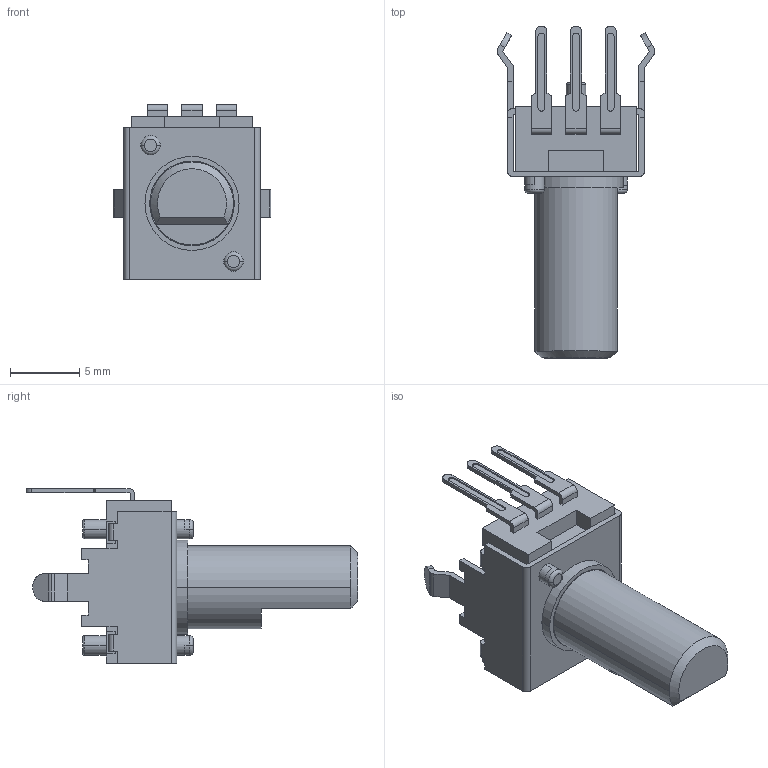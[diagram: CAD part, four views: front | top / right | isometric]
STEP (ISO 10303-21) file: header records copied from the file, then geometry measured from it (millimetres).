
FILE_DESCRIPTION (( 'STEP AP214' ), '1' );
FILE_NAME ('ptv09a-4x20f-xxxx.STEP', '2020-05-30T02:40:39', ( '' ), ( '' ), 'SwSTEP 2.0', 'SolidWorks 2020', '' );
FILE_SCHEMA (( 'AUTOMOTIVE_DESIGN' ));
Length unit declared in the file: millimetre
Products named in the file (1): ptv09a-4x20f-xxxx
Bounding box: 11.4 x 23.99 x 12.65 mm (x, y, z)
Volume: 754.7 mm3; surface area: 1365.5 mm2
Topology: 2 solids, 4 shells, 240 faces, 628 edges, 416 vertices
Faces by surface type: plane 166, cylinder 65, torus 8, cone 1
Entity records: 7526 total; most frequent: CARTESIAN_POINT 1425, ORIENTED_EDGE 1256, DIRECTION 1251, EDGE_CURVE 628, LINE 475, VECTOR 475, VERTEX_POINT 416, AXIS2_PLACEMENT_3D 388
